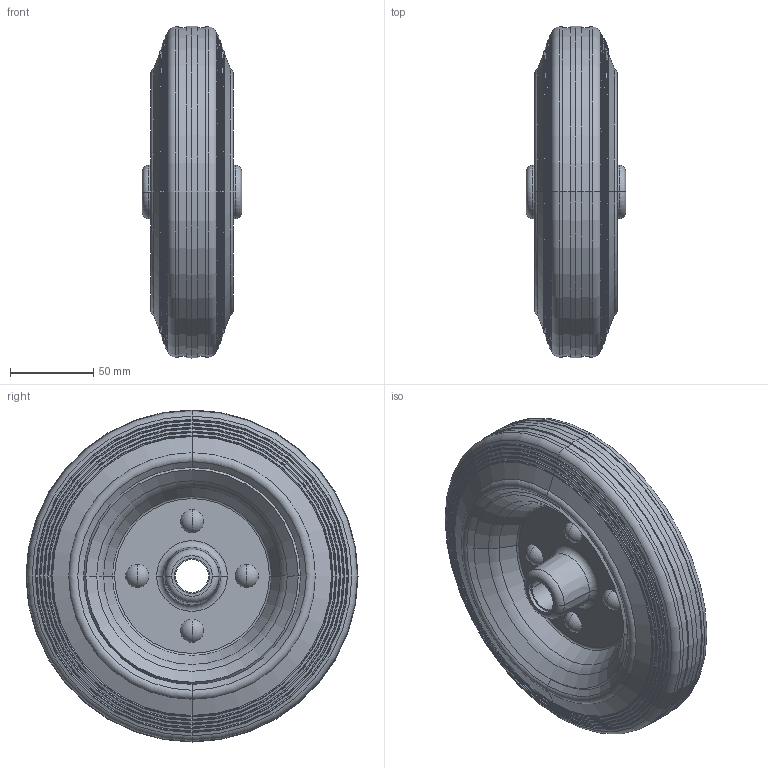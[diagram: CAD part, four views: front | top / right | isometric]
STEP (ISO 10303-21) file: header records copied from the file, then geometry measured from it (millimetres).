
FILE_DESCRIPTION (( 'STEP AP214' ), '1' );
FILE_NAME ('0013238_SGS-200-50-60-R20-EC.STEP', '2016-05-18T12:38:16', ( '' ), ( '' ), 'SwSTEP 2.0', 'SolidWorks 2016', '' );
FILE_SCHEMA (( 'AUTOMOTIVE_DESIGN' ));
Length unit declared in the file: millimetre
Products named in the file (1): 0013238_SGS-200-50-60-R20-EC
Bounding box: 60 x 200 x 200 mm (x, y, z)
Volume: 933812.4 mm3; surface area: 169002.6 mm2
Topology: 18 solids, 18 shells, 347 faces, 759 edges, 446 vertices
Faces by surface type: torus 100, cone 92, plane 60, bspline 59, cylinder 36
Entity records: 14671 total; most frequent: CARTESIAN_POINT 3292, DIRECTION 1537, ORIENTED_EDGE 1486, EDGE_CURVE 743, AXIS2_PLACEMENT_3D 669, VERTEX_POINT 446, EDGE_LOOP 395, CIRCLE 380
